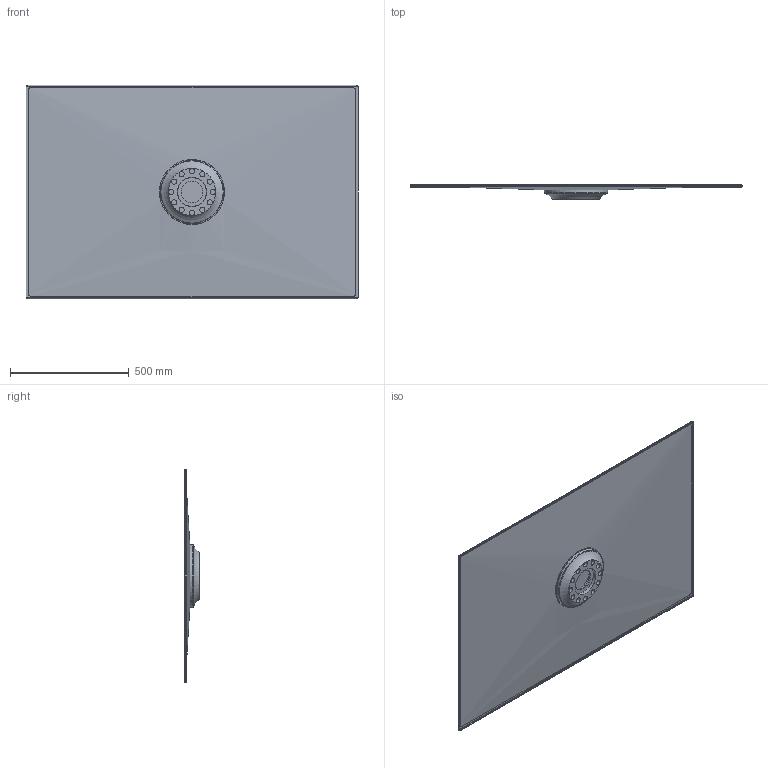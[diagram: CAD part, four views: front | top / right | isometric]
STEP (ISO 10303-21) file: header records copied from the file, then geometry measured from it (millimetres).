
FILE_DESCRIPTION((' '),'2;1');
FILE_NAME( '19396bdd2b6575c3.stp', '2024-12-05T13:14:02', (' '), ('--- Datakit www.datakit.com---'), ' Datakit CrossCadWare V2022.3 Jun 15 2022', 'DATAKIT 2024 (c)', ' ');
FILE_SCHEMA(('CONFIG_CONTROL_DESIGN'));
Length unit declared in the file: millimetre
Products named in the file (1): 19396bda984cd1c3
Bounding box: 1399.7 x 62.35 x 899.7 mm (x, y, z)
Volume: 5678366.3 mm3; surface area: 2755502.2 mm2
Topology: 3 solids, 3 shells, 180 faces, 432 edges, 275 vertices
Faces by surface type: plane 65, torus 42, cone 39, cylinder 32, offset 2
Full cylindrical faces by diameter (mm): 22.08 x12, 90 x1, 123.051 x1, 196.05 x1, 197.498 x1
Entity records: 6491 total; most frequent: CARTESIAN_POINT 2520, DIRECTION 832, ORIENTED_EDGE 750, EDGE_CURVE 375, AXIS2_PLACEMENT_3D 359, VERTEX_POINT 271, EDGE_LOOP 254, FACE_OUTER_BOUND 180
